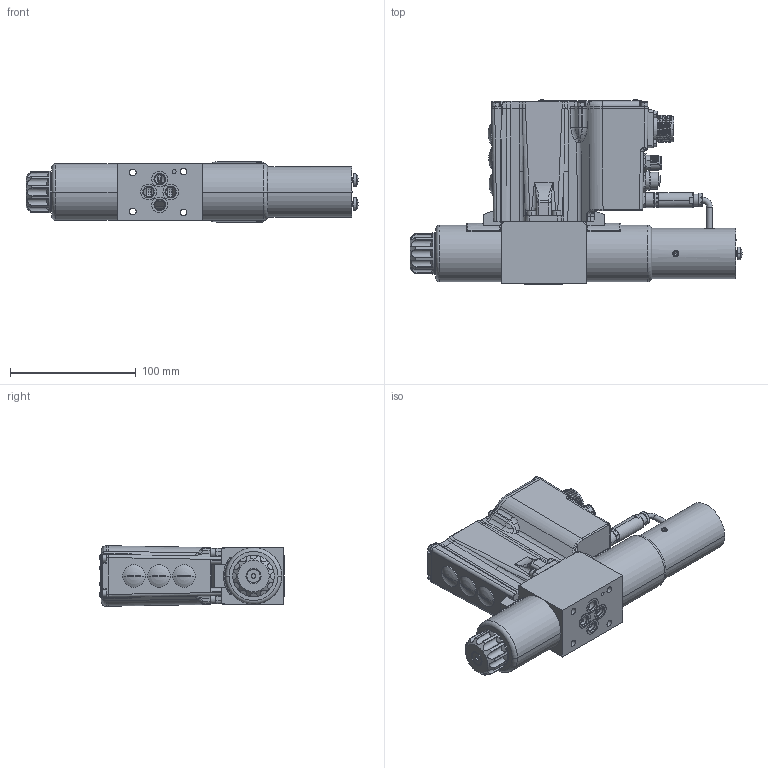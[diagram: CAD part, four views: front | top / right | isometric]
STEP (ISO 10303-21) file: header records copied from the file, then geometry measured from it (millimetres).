
FILE_DESCRIPTION((''),'2;1');
FILE_NAME('PRM9-06_ROZM_SW0001','2018-01-15T',('l.soukupova'),(''),'PRO/ENGINEER BY PARAMETRIC TECHNOLOGY CORPORATION, 2015440','PRO/ENGINEER BY PARAMETRIC TECHNOLOGY CORPORATION, 2015440','');
FILE_SCHEMA(('AUTOMOTIVE_DESIGN { 1 0 10303 214 1 1 1 1 }'));
Products named in the file (1): PRM9-06_ROZM_SW0001
Bounding box: 264.47 x 146.58 x 48.14 mm (x, y, z)
Volume: 478287 mm3; surface area: 154575 mm2
Topology: 1 solids, 1 shells, 2726 faces, 6619 edges, 4054 vertices
Faces by surface type: cylinder 986, plane 774, bspline 438, cone 318, torus 132, sphere 76, extrusion 2
Entity records: 156682 total; most frequent: CARTESIAN_POINT 54567, ORIENTED_EDGE 13140, DIRECTION 12220, PRESENTATION_STYLE_ASSIGNMENT 8979, STYLED_ITEM 6579, CURVE_STYLE 6576, EDGE_CURVE 6570, AXIS2_PLACEMENT_3D 4753
